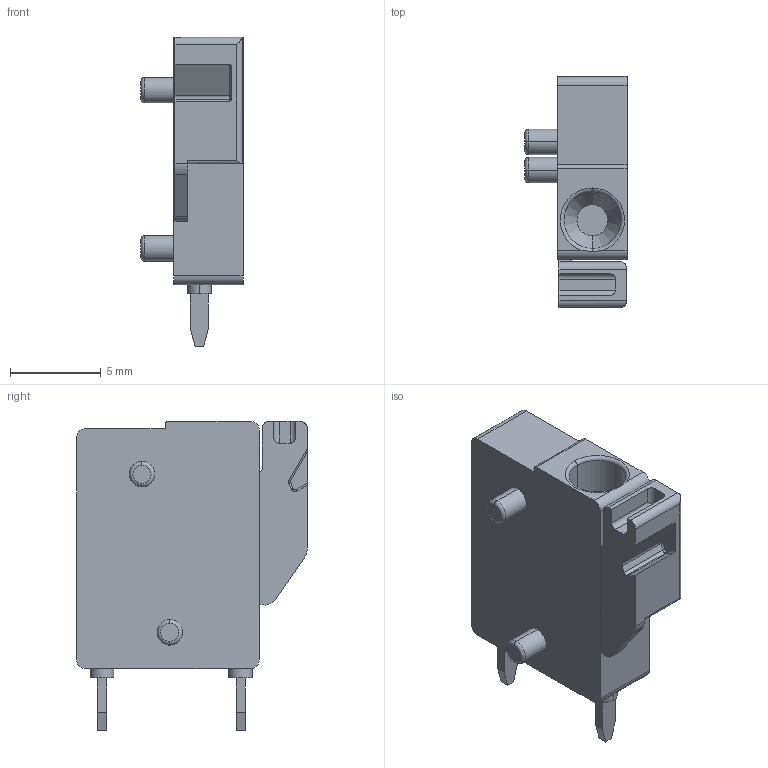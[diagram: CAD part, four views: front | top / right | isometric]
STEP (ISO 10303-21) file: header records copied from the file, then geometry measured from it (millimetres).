
FILE_DESCRIPTION((''),'2;1');
FILE_NAME('PHOENIX_1789647.stp','2015-10-16T10:11:42',(''),(''),'Mechanical Desktop 2011','Mechanical Desktop 2011',', , ');
FILE_SCHEMA(('AUTOMOTIVE_DESIGN { 1 2 10303 214 1 1 1 1 }'));
Length unit declared in the file: millimetre
Products named in the file (1): Product
Bounding box: 5.61 x 12.7 x 17 mm (x, y, z)
Volume: 532 mm3; surface area: 665.4 mm2
Topology: 5 solids, 5 shells, 109 faces, 259 edges, 166 vertices
Faces by surface type: plane 50, cylinder 43, torus 13, cone 2, bspline 1
Entity records: 3452 total; most frequent: CARTESIAN_POINT 798, DIRECTION 570, ORIENTED_EDGE 518, EDGE_CURVE 259, AXIS2_PLACEMENT_3D 211, VERTEX_POINT 166, VECTOR 148, LINE 148
